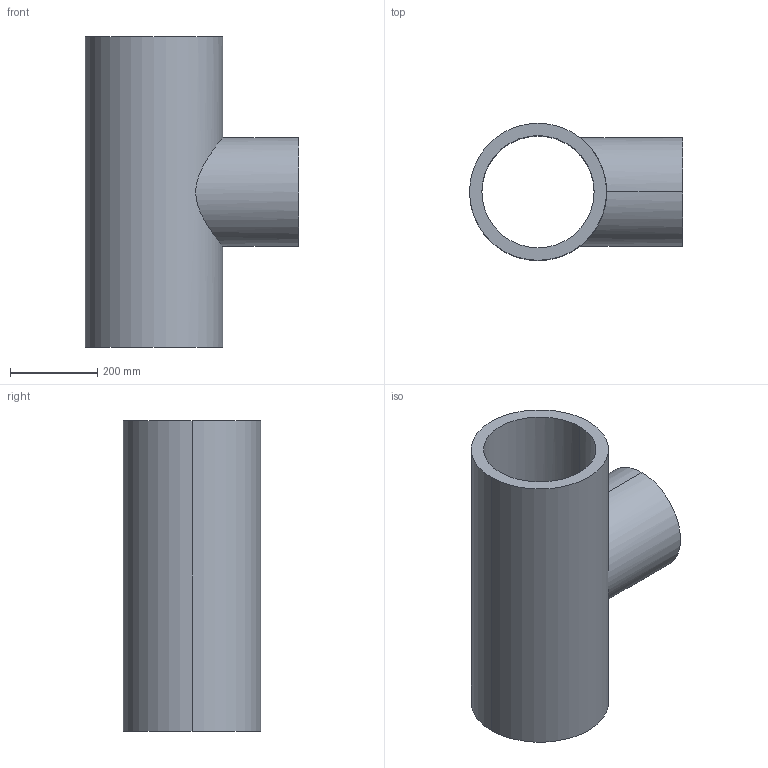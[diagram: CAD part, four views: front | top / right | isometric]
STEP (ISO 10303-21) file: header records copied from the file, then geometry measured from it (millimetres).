
FILE_DESCRIPTION (( 'STEP AP203' ), '1' );
FILE_NAME ('Reduced Tee 90° SDR11_001 117 0042 0317.step', '2022-09-30T08:35:33', ( '' ), ( '' ), 'SwSTEP 2.0', 'SolidWorks 2021', '' );
FILE_SCHEMA (( 'CONFIG_CONTROL_DESIGN' ));
Length unit declared in the file: millimetre
Products named in the file (1): Reduced Tee 90° SDR11_001 117 0042 0317
Bounding box: 489.5 x 315 x 712 mm (x, y, z)
Volume: 20512626.9 mm3; surface area: 1563695.9 mm2
Topology: 1 solids, 1 shells, 11 faces, 26 edges, 16 vertices
Faces by surface type: cylinder 8, plane 3
Entity records: 790 total; most frequent: CARTESIAN_POINT 447, DIRECTION 58, ORIENTED_EDGE 52, EDGE_CURVE 26, AXIS2_PLACEMENT_3D 24, VERTEX_POINT 16, EDGE_LOOP 14, CIRCLE 12
